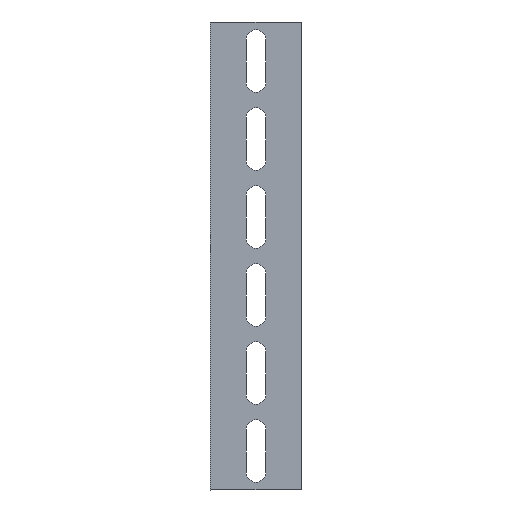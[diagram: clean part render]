
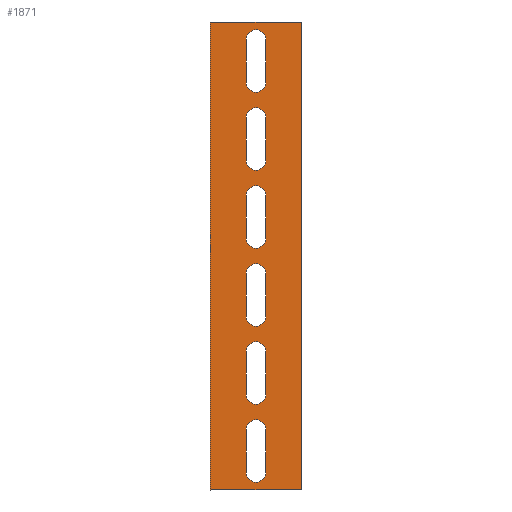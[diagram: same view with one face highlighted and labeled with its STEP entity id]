
A CAD part, front view. The second image highlights one B-rep face of the part: STEP entity #1871.
In plain terms, the highlighted planar face has unit normal (0, -1, 0).
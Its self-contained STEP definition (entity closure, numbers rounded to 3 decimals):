
#50=FACE_BOUND('',#249,.T.);
#51=FACE_BOUND('',#250,.T.);
#52=FACE_BOUND('',#251,.T.);
#53=FACE_BOUND('',#252,.T.);
#54=FACE_BOUND('',#253,.T.);
#55=FACE_BOUND('',#254,.T.);
#86=CIRCLE('',#1985,5.);
#87=CIRCLE('',#1986,5.);
#88=CIRCLE('',#1987,5.);
#89=CIRCLE('',#1988,5.);
#90=CIRCLE('',#1989,5.);
#91=CIRCLE('',#1990,5.);
#92=CIRCLE('',#1991,5.);
#93=CIRCLE('',#1992,5.);
#94=CIRCLE('',#1993,5.);
#95=CIRCLE('',#1994,5.);
#96=CIRCLE('',#1995,5.);
#97=CIRCLE('',#1996,5.);
#158=FACE_OUTER_BOUND('',#248,.T.);
#248=EDGE_LOOP('',(#1198,#1199,#1200,#1201,#1202,#1203,#1204,#1205));
#249=EDGE_LOOP('',(#1206,#1207,#1208,#1209));
#250=EDGE_LOOP('',(#1210,#1211,#1212,#1213));
#251=EDGE_LOOP('',(#1214,#1215,#1216,#1217));
#252=EDGE_LOOP('',(#1218,#1219,#1220,#1221));
#253=EDGE_LOOP('',(#1222,#1223,#1224,#1225));
#254=EDGE_LOOP('',(#1226,#1227,#1228,#1229));
#374=LINE('',#2668,#566);
#375=LINE('',#2670,#567);
#376=LINE('',#2672,#568);
#377=LINE('',#2674,#569);
#378=LINE('',#2676,#570);
#379=LINE('',#2678,#571);
#380=LINE('',#2680,#572);
#381=LINE('',#2681,#573);
#382=LINE('',#2686,#574);
#383=LINE('',#2689,#575);
#384=LINE('',#2694,#576);
#385=LINE('',#2697,#577);
#386=LINE('',#2702,#578);
#387=LINE('',#2705,#579);
#388=LINE('',#2710,#580);
#389=LINE('',#2713,#581);
#390=LINE('',#2718,#582);
#391=LINE('',#2721,#583);
#392=LINE('',#2726,#584);
#393=LINE('',#2729,#585);
#566=VECTOR('',#2150,10.);
#567=VECTOR('',#2151,10.);
#568=VECTOR('',#2152,10.);
#569=VECTOR('',#2153,10.);
#570=VECTOR('',#2154,10.);
#571=VECTOR('',#2155,10.);
#572=VECTOR('',#2156,10.);
#573=VECTOR('',#2157,10.);
#574=VECTOR('',#2160,10.);
#575=VECTOR('',#2163,10.);
#576=VECTOR('',#2166,10.);
#577=VECTOR('',#2169,10.);
#578=VECTOR('',#2172,10.);
#579=VECTOR('',#2175,10.);
#580=VECTOR('',#2178,10.);
#581=VECTOR('',#2181,10.);
#582=VECTOR('',#2184,10.);
#583=VECTOR('',#2187,10.);
#584=VECTOR('',#2190,10.);
#585=VECTOR('',#2193,10.);
#758=VERTEX_POINT('',#2666);
#759=VERTEX_POINT('',#2667);
#760=VERTEX_POINT('',#2669);
#761=VERTEX_POINT('',#2671);
#762=VERTEX_POINT('',#2673);
#763=VERTEX_POINT('',#2675);
#764=VERTEX_POINT('',#2677);
#765=VERTEX_POINT('',#2679);
#766=VERTEX_POINT('',#2682);
#767=VERTEX_POINT('',#2683);
#768=VERTEX_POINT('',#2685);
#769=VERTEX_POINT('',#2687);
#770=VERTEX_POINT('',#2690);
#771=VERTEX_POINT('',#2691);
#772=VERTEX_POINT('',#2693);
#773=VERTEX_POINT('',#2695);
#774=VERTEX_POINT('',#2698);
#775=VERTEX_POINT('',#2699);
#776=VERTEX_POINT('',#2701);
#777=VERTEX_POINT('',#2703);
#778=VERTEX_POINT('',#2706);
#779=VERTEX_POINT('',#2707);
#780=VERTEX_POINT('',#2709);
#781=VERTEX_POINT('',#2711);
#782=VERTEX_POINT('',#2714);
#783=VERTEX_POINT('',#2715);
#784=VERTEX_POINT('',#2717);
#785=VERTEX_POINT('',#2719);
#786=VERTEX_POINT('',#2722);
#787=VERTEX_POINT('',#2723);
#788=VERTEX_POINT('',#2725);
#789=VERTEX_POINT('',#2727);
#934=EDGE_CURVE('',#758,#759,#374,.T.);
#935=EDGE_CURVE('',#758,#760,#375,.T.);
#936=EDGE_CURVE('',#761,#760,#376,.T.);
#937=EDGE_CURVE('',#762,#761,#377,.T.);
#938=EDGE_CURVE('',#763,#762,#378,.T.);
#939=EDGE_CURVE('',#763,#764,#379,.T.);
#940=EDGE_CURVE('',#765,#764,#380,.T.);
#941=EDGE_CURVE('',#759,#765,#381,.T.);
#942=EDGE_CURVE('',#766,#767,#86,.T.);
#943=EDGE_CURVE('',#767,#768,#382,.T.);
#944=EDGE_CURVE('',#768,#769,#87,.T.);
#945=EDGE_CURVE('',#769,#766,#383,.T.);
#946=EDGE_CURVE('',#770,#771,#88,.T.);
#947=EDGE_CURVE('',#771,#772,#384,.T.);
#948=EDGE_CURVE('',#772,#773,#89,.T.);
#949=EDGE_CURVE('',#773,#770,#385,.T.);
#950=EDGE_CURVE('',#774,#775,#90,.T.);
#951=EDGE_CURVE('',#775,#776,#386,.T.);
#952=EDGE_CURVE('',#776,#777,#91,.T.);
#953=EDGE_CURVE('',#777,#774,#387,.T.);
#954=EDGE_CURVE('',#778,#779,#92,.T.);
#955=EDGE_CURVE('',#779,#780,#388,.T.);
#956=EDGE_CURVE('',#780,#781,#93,.T.);
#957=EDGE_CURVE('',#781,#778,#389,.T.);
#958=EDGE_CURVE('',#782,#783,#94,.T.);
#959=EDGE_CURVE('',#783,#784,#390,.T.);
#960=EDGE_CURVE('',#784,#785,#95,.T.);
#961=EDGE_CURVE('',#785,#782,#391,.T.);
#962=EDGE_CURVE('',#786,#787,#96,.T.);
#963=EDGE_CURVE('',#787,#788,#392,.T.);
#964=EDGE_CURVE('',#788,#789,#97,.T.);
#965=EDGE_CURVE('',#789,#786,#393,.T.);
#1198=ORIENTED_EDGE('',*,*,#934,.F.);
#1199=ORIENTED_EDGE('',*,*,#935,.T.);
#1200=ORIENTED_EDGE('',*,*,#936,.F.);
#1201=ORIENTED_EDGE('',*,*,#937,.F.);
#1202=ORIENTED_EDGE('',*,*,#938,.F.);
#1203=ORIENTED_EDGE('',*,*,#939,.T.);
#1204=ORIENTED_EDGE('',*,*,#940,.F.);
#1205=ORIENTED_EDGE('',*,*,#941,.F.);
#1206=ORIENTED_EDGE('',*,*,#942,.T.);
#1207=ORIENTED_EDGE('',*,*,#943,.T.);
#1208=ORIENTED_EDGE('',*,*,#944,.T.);
#1209=ORIENTED_EDGE('',*,*,#945,.T.);
#1210=ORIENTED_EDGE('',*,*,#946,.T.);
#1211=ORIENTED_EDGE('',*,*,#947,.T.);
#1212=ORIENTED_EDGE('',*,*,#948,.T.);
#1213=ORIENTED_EDGE('',*,*,#949,.T.);
#1214=ORIENTED_EDGE('',*,*,#950,.T.);
#1215=ORIENTED_EDGE('',*,*,#951,.T.);
#1216=ORIENTED_EDGE('',*,*,#952,.T.);
#1217=ORIENTED_EDGE('',*,*,#953,.T.);
#1218=ORIENTED_EDGE('',*,*,#954,.T.);
#1219=ORIENTED_EDGE('',*,*,#955,.T.);
#1220=ORIENTED_EDGE('',*,*,#956,.T.);
#1221=ORIENTED_EDGE('',*,*,#957,.T.);
#1222=ORIENTED_EDGE('',*,*,#958,.T.);
#1223=ORIENTED_EDGE('',*,*,#959,.T.);
#1224=ORIENTED_EDGE('',*,*,#960,.T.);
#1225=ORIENTED_EDGE('',*,*,#961,.T.);
#1226=ORIENTED_EDGE('',*,*,#962,.T.);
#1227=ORIENTED_EDGE('',*,*,#963,.T.);
#1228=ORIENTED_EDGE('',*,*,#964,.T.);
#1229=ORIENTED_EDGE('',*,*,#965,.T.);
#1726=PLANE('',#1984);
#1871=ADVANCED_FACE('',(#158,#50,#51,#52,#53,#54,#55),#1726,.F.);
#1984=AXIS2_PLACEMENT_3D('',#2665,#2148,#2149);
#1985=AXIS2_PLACEMENT_3D('',#2684,#2158,#2159);
#1986=AXIS2_PLACEMENT_3D('',#2688,#2161,#2162);
#1987=AXIS2_PLACEMENT_3D('',#2692,#2164,#2165);
#1988=AXIS2_PLACEMENT_3D('',#2696,#2167,#2168);
#1989=AXIS2_PLACEMENT_3D('',#2700,#2170,#2171);
#1990=AXIS2_PLACEMENT_3D('',#2704,#2173,#2174);
#1991=AXIS2_PLACEMENT_3D('',#2708,#2176,#2177);
#1992=AXIS2_PLACEMENT_3D('',#2712,#2179,#2180);
#1993=AXIS2_PLACEMENT_3D('',#2716,#2182,#2183);
#1994=AXIS2_PLACEMENT_3D('',#2720,#2185,#2186);
#1995=AXIS2_PLACEMENT_3D('',#2724,#2188,#2189);
#1996=AXIS2_PLACEMENT_3D('',#2728,#2191,#2192);
#2148=DIRECTION('center_axis',(0.,1.,0.));
#2149=DIRECTION('ref_axis',(0.,0.,1.));
#2150=DIRECTION('',(-1.,0.,0.));
#2151=DIRECTION('',(1.,0.,0.));
#2152=DIRECTION('',(-1.,0.,0.));
#2153=DIRECTION('',(0.,0.,-1.));
#2154=DIRECTION('',(1.,0.,0.));
#2155=DIRECTION('',(-1.,0.,0.));
#2156=DIRECTION('',(1.,0.,0.));
#2157=DIRECTION('',(0.,0.,1.));
#2158=DIRECTION('center_axis',(0.,1.,0.));
#2159=DIRECTION('ref_axis',(1.,0.,0.));
#2160=DIRECTION('',(0.,0.,1.));
#2161=DIRECTION('center_axis',(0.,1.,0.));
#2162=DIRECTION('ref_axis',(-1.,0.,0.));
#2163=DIRECTION('',(0.,0.,-1.));
#2164=DIRECTION('center_axis',(0.,1.,0.));
#2165=DIRECTION('ref_axis',(1.,0.,0.));
#2166=DIRECTION('',(0.,0.,1.));
#2167=DIRECTION('center_axis',(0.,1.,0.));
#2168=DIRECTION('ref_axis',(-1.,0.,0.));
#2169=DIRECTION('',(0.,0.,-1.));
#2170=DIRECTION('center_axis',(0.,1.,0.));
#2171=DIRECTION('ref_axis',(1.,0.,0.));
#2172=DIRECTION('',(0.,0.,1.));
#2173=DIRECTION('center_axis',(0.,1.,0.));
#2174=DIRECTION('ref_axis',(-1.,0.,0.));
#2175=DIRECTION('',(0.,0.,-1.));
#2176=DIRECTION('center_axis',(0.,1.,0.));
#2177=DIRECTION('ref_axis',(1.,0.,0.));
#2178=DIRECTION('',(0.,0.,1.));
#2179=DIRECTION('center_axis',(0.,1.,0.));
#2180=DIRECTION('ref_axis',(-1.,0.,0.));
#2181=DIRECTION('',(0.,0.,-1.));
#2182=DIRECTION('center_axis',(0.,1.,0.));
#2183=DIRECTION('ref_axis',(1.,0.,0.));
#2184=DIRECTION('',(0.,0.,1.));
#2185=DIRECTION('center_axis',(0.,1.,0.));
#2186=DIRECTION('ref_axis',(-1.,0.,0.));
#2187=DIRECTION('',(0.,0.,-1.));
#2188=DIRECTION('center_axis',(0.,1.,0.));
#2189=DIRECTION('ref_axis',(1.,0.,0.));
#2190=DIRECTION('',(0.,0.,1.));
#2191=DIRECTION('center_axis',(0.,1.,0.));
#2192=DIRECTION('ref_axis',(-1.,0.,0.));
#2193=DIRECTION('',(0.,0.,-1.));
#2665=CARTESIAN_POINT('Origin',(-65.,0.,-120.));
#2666=CARTESIAN_POINT('',(-82.495,0.,-240.));
#2667=CARTESIAN_POINT('',(-88.495,0.,-240.));
#2668=CARTESIAN_POINT('',(-56.252,0.,-240.));
#2669=CARTESIAN_POINT('',(-47.505,0.,-240.));
#2670=CARTESIAN_POINT('',(-130.,0.,-240.));
#2671=CARTESIAN_POINT('',(-41.505,0.,-240.));
#2672=CARTESIAN_POINT('',(-56.252,0.,-240.));
#2673=CARTESIAN_POINT('',(-41.505,0.,0.));
#2674=CARTESIAN_POINT('',(-41.505,0.,-120.));
#2675=CARTESIAN_POINT('',(-47.505,0.,0.));
#2676=CARTESIAN_POINT('',(-50.002,0.,0.));
#2677=CARTESIAN_POINT('',(-82.495,0.,0.));
#2678=CARTESIAN_POINT('',(0.,0.,0.));
#2679=CARTESIAN_POINT('',(-88.495,0.,0.));
#2680=CARTESIAN_POINT('',(-50.002,0.,0.));
#2681=CARTESIAN_POINT('',(-88.495,0.,-120.));
#2682=CARTESIAN_POINT('',(-60.,0.,-231.));
#2683=CARTESIAN_POINT('',(-70.,0.,-231.));
#2684=CARTESIAN_POINT('Origin',(-65.,0.,-231.));
#2685=CARTESIAN_POINT('',(-70.,0.,-209.));
#2686=CARTESIAN_POINT('',(-70.,0.,-164.5));
#2687=CARTESIAN_POINT('',(-60.,0.,-209.));
#2688=CARTESIAN_POINT('Origin',(-65.,0.,-209.));
#2689=CARTESIAN_POINT('',(-60.,0.,-175.5));
#2690=CARTESIAN_POINT('',(-60.,0.,-151.));
#2691=CARTESIAN_POINT('',(-70.,0.,-151.));
#2692=CARTESIAN_POINT('Origin',(-65.,0.,-151.));
#2693=CARTESIAN_POINT('',(-70.,0.,-129.));
#2694=CARTESIAN_POINT('',(-70.,0.,-124.5));
#2695=CARTESIAN_POINT('',(-60.,0.,-129.));
#2696=CARTESIAN_POINT('Origin',(-65.,0.,-129.));
#2697=CARTESIAN_POINT('',(-60.,0.,-135.5));
#2698=CARTESIAN_POINT('',(-60.,0.,-71.));
#2699=CARTESIAN_POINT('',(-70.,0.,-71.));
#2700=CARTESIAN_POINT('Origin',(-65.,0.,-71.));
#2701=CARTESIAN_POINT('',(-70.,0.,-49.));
#2702=CARTESIAN_POINT('',(-70.,0.,-84.5));
#2703=CARTESIAN_POINT('',(-60.,0.,-49.));
#2704=CARTESIAN_POINT('Origin',(-65.,0.,-49.));
#2705=CARTESIAN_POINT('',(-60.,0.,-95.5));
#2706=CARTESIAN_POINT('',(-60.,0.,-31.));
#2707=CARTESIAN_POINT('',(-70.,0.,-31.));
#2708=CARTESIAN_POINT('Origin',(-65.,0.,-31.));
#2709=CARTESIAN_POINT('',(-70.,0.,-9.));
#2710=CARTESIAN_POINT('',(-70.,0.,-64.5));
#2711=CARTESIAN_POINT('',(-60.,0.,-9.));
#2712=CARTESIAN_POINT('Origin',(-65.,0.,-9.));
#2713=CARTESIAN_POINT('',(-60.,0.,-75.5));
#2714=CARTESIAN_POINT('',(-60.,0.,-111.));
#2715=CARTESIAN_POINT('',(-70.,0.,-111.));
#2716=CARTESIAN_POINT('Origin',(-65.,0.,-111.));
#2717=CARTESIAN_POINT('',(-70.,0.,-89.));
#2718=CARTESIAN_POINT('',(-70.,0.,-104.5));
#2719=CARTESIAN_POINT('',(-60.,0.,-89.));
#2720=CARTESIAN_POINT('Origin',(-65.,0.,-89.));
#2721=CARTESIAN_POINT('',(-60.,0.,-115.5));
#2722=CARTESIAN_POINT('',(-60.,0.,-191.));
#2723=CARTESIAN_POINT('',(-70.,0.,-191.));
#2724=CARTESIAN_POINT('Origin',(-65.,0.,-191.));
#2725=CARTESIAN_POINT('',(-70.,0.,-169.));
#2726=CARTESIAN_POINT('',(-70.,0.,-144.5));
#2727=CARTESIAN_POINT('',(-60.,0.,-169.));
#2728=CARTESIAN_POINT('Origin',(-65.,0.,-169.));
#2729=CARTESIAN_POINT('',(-60.,0.,-155.5));
